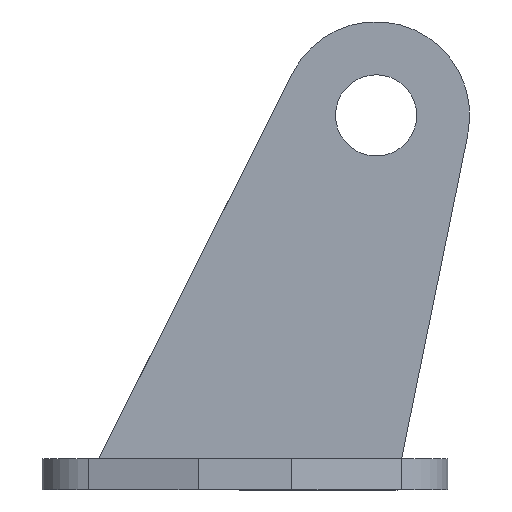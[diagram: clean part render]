
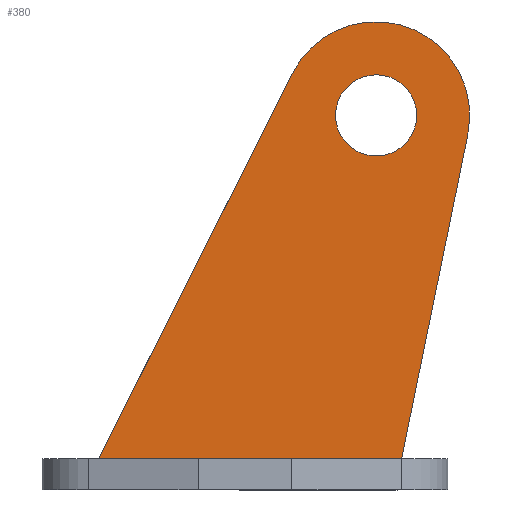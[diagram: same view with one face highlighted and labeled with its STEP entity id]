
A CAD part, left-side view. The second image highlights one B-rep face of the part: STEP entity #380.
In plain terms, the highlighted planar face has unit normal (-1, 0, 0).
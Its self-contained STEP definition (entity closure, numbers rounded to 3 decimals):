
#28=FACE_BOUND('',#73,.T.);
#47=FACE_OUTER_BOUND('',#72,.T.);
#72=EDGE_LOOP('',(#339,#340,#341,#342,#343,#344));
#73=EDGE_LOOP('',(#345));
#86=CIRCLE('',#420,2.6);
#89=CIRCLE('',#426,6.);
#90=LINE('',#538,#127);
#107=LINE('',#590,#144);
#118=LINE('',#613,#155);
#123=LINE('',#627,#160);
#124=LINE('',#630,#161);
#127=VECTOR('',#433,10.);
#144=VECTOR('',#482,10.);
#155=VECTOR('',#503,10.);
#160=VECTOR('',#518,10.);
#161=VECTOR('',#521,10.);
#164=VERTEX_POINT('',#536);
#165=VERTEX_POINT('',#537);
#184=VERTEX_POINT('',#589);
#191=VERTEX_POINT('',#611);
#192=VERTEX_POINT('',#617);
#195=VERTEX_POINT('',#625);
#196=VERTEX_POINT('',#629);
#198=EDGE_CURVE('',#164,#165,#90,.T.);
#224=EDGE_CURVE('',#165,#184,#107,.T.);
#236=EDGE_CURVE('',#184,#191,#118,.T.);
#238=EDGE_CURVE('',#192,#192,#86,.T.);
#243=EDGE_CURVE('',#191,#195,#123,.T.);
#244=EDGE_CURVE('',#196,#164,#124,.T.);
#248=EDGE_CURVE('',#195,#196,#89,.T.);
#339=ORIENTED_EDGE('',*,*,#224,.T.);
#340=ORIENTED_EDGE('',*,*,#236,.T.);
#341=ORIENTED_EDGE('',*,*,#243,.T.);
#342=ORIENTED_EDGE('',*,*,#248,.T.);
#343=ORIENTED_EDGE('',*,*,#244,.T.);
#344=ORIENTED_EDGE('',*,*,#198,.T.);
#345=ORIENTED_EDGE('',*,*,#238,.T.);
#361=PLANE('',#427);
#380=ADVANCED_FACE('',(#47,#28),#361,.T.);
#420=AXIS2_PLACEMENT_3D('',#618,#509,#510);
#426=AXIS2_PLACEMENT_3D('',#636,#528,#529);
#427=AXIS2_PLACEMENT_3D('',#637,#530,#531);
#433=DIRECTION('',(0.,-1.,0.));
#482=DIRECTION('',(0.,0.,-1.));
#503=DIRECTION('',(0.,-1.,0.));
#509=DIRECTION('center_axis',(1.,0.,0.));
#510=DIRECTION('ref_axis',(0.,0.,1.));
#518=DIRECTION('',(0.,-0.2,0.98));
#521=DIRECTION('',(0.,0.449,-0.894));
#528=DIRECTION('center_axis',(-1.,0.,0.));
#529=DIRECTION('ref_axis',(0.,-0.98,-0.2));
#530=DIRECTION('center_axis',(-1.,0.,0.));
#531=DIRECTION('ref_axis',(0.,0.,1.));
#536=CARTESIAN_POINT('',(3.908,9.274,2.));
#537=CARTESIAN_POINT('',(3.908,-9.62,2.));
#538=CARTESIAN_POINT('',(3.908,-1.1,2.));
#589=CARTESIAN_POINT('',(3.908,-9.62,0.));
#590=CARTESIAN_POINT('',(3.908,-9.62,7.5));
#611=CARTESIAN_POINT('',(3.908,-9.721,0.));
#613=CARTESIAN_POINT('',(3.908,10.279,0.));
#617=CARTESIAN_POINT('',(3.908,-8.493,21.4));
#618=CARTESIAN_POINT('Origin',(3.908,-8.493,24.));
#625=CARTESIAN_POINT('',(3.908,-14.372,22.801));
#627=CARTESIAN_POINT('',(3.908,-14.372,22.801));
#629=CARTESIAN_POINT('',(3.908,-3.132,26.694));
#630=CARTESIAN_POINT('',(3.908,-3.132,26.694));
#636=CARTESIAN_POINT('Origin',(3.908,-8.493,24.));
#637=CARTESIAN_POINT('Origin',(3.908,-2.107,15.));
